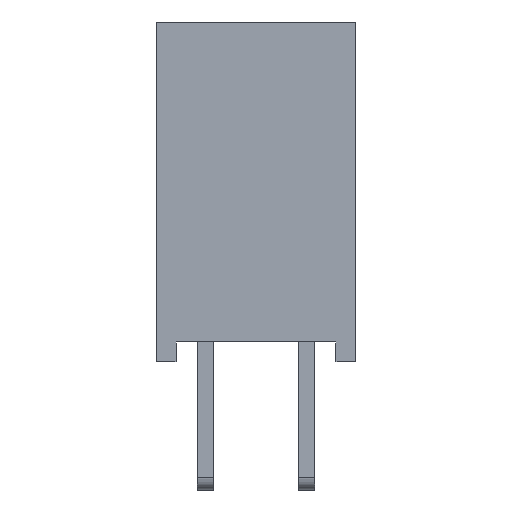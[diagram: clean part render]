
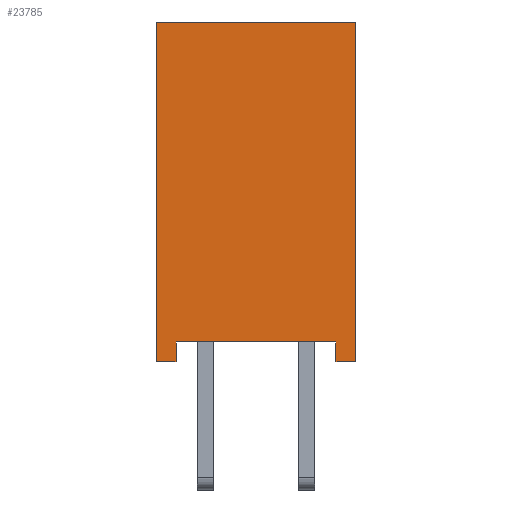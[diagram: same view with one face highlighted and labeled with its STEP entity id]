
A CAD part, left-side view. The second image highlights one B-rep face of the part: STEP entity #23785.
In plain terms, the highlighted planar face has unit normal (-1, 0, 0).
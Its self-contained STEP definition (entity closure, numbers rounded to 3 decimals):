
#498=PLANE('',#25165);
#1466=FACE_OUTER_BOUND('',#2673,.T.);
#2673=EDGE_LOOP('',(#16086,#16087,#16088,#16089,#16090,#16091,#16092,#16093));
#4642=LINE('',#33795,#7453);
#4644=LINE('',#33799,#7455);
#4646=LINE('',#33803,#7457);
#4647=LINE('',#33805,#7458);
#4648=LINE('',#33807,#7459);
#4649=LINE('',#33809,#7460);
#4650=LINE('',#33811,#7461);
#4651=LINE('',#33812,#7462);
#7453=VECTOR('',#27349,1.);
#7455=VECTOR('',#27353,1.);
#7457=VECTOR('',#27357,1.);
#7458=VECTOR('',#27358,1.);
#7459=VECTOR('',#27359,1.);
#7460=VECTOR('',#27360,1.);
#7461=VECTOR('',#27361,1.);
#7462=VECTOR('',#27362,1.);
#10469=VERTEX_POINT('',#33792);
#10470=VERTEX_POINT('',#33794);
#10471=VERTEX_POINT('',#33798);
#10472=VERTEX_POINT('',#33802);
#10473=VERTEX_POINT('',#33804);
#10474=VERTEX_POINT('',#33806);
#10475=VERTEX_POINT('',#33808);
#10476=VERTEX_POINT('',#33810);
#12688=EDGE_CURVE('',#10470,#10469,#4642,.T.);
#12690=EDGE_CURVE('',#10471,#10470,#4644,.T.);
#12692=EDGE_CURVE('',#10472,#10469,#4646,.T.);
#12693=EDGE_CURVE('',#10473,#10472,#4647,.T.);
#12694=EDGE_CURVE('',#10474,#10473,#4648,.T.);
#12695=EDGE_CURVE('',#10474,#10475,#4649,.T.);
#12696=EDGE_CURVE('',#10476,#10475,#4650,.T.);
#12697=EDGE_CURVE('',#10471,#10476,#4651,.T.);
#16086=ORIENTED_EDGE('',*,*,#12688,.T.);
#16087=ORIENTED_EDGE('',*,*,#12692,.F.);
#16088=ORIENTED_EDGE('',*,*,#12693,.F.);
#16089=ORIENTED_EDGE('',*,*,#12694,.F.);
#16090=ORIENTED_EDGE('',*,*,#12695,.T.);
#16091=ORIENTED_EDGE('',*,*,#12696,.F.);
#16092=ORIENTED_EDGE('',*,*,#12697,.F.);
#16093=ORIENTED_EDGE('',*,*,#12690,.T.);
#23785=ADVANCED_FACE('',(#1466),#498,.F.);
#25165=AXIS2_PLACEMENT_3D('',#33801,#27355,#27356);
#27349=DIRECTION('',(0.,-1.,0.));
#27353=DIRECTION('',(0.,0.,-1.));
#27355=DIRECTION('center_axis',(1.,0.,0.));
#27356=DIRECTION('ref_axis',(0.,0.,-1.));
#27357=DIRECTION('',(0.,0.,-1.));
#27358=DIRECTION('',(0.,1.,0.));
#27359=DIRECTION('',(0.,0.,1.));
#27360=DIRECTION('',(0.,-1.,0.));
#27361=DIRECTION('',(0.,0.,-1.));
#27362=DIRECTION('',(0.,-1.,0.));
#33792=CARTESIAN_POINT('',(-20.52,2.,0.));
#33794=CARTESIAN_POINT('',(-20.52,2.5,0.));
#33795=CARTESIAN_POINT('',(-20.52,-2.5,0.));
#33798=CARTESIAN_POINT('',(-20.52,2.5,8.5));
#33799=CARTESIAN_POINT('',(-20.52,2.5,8.5));
#33801=CARTESIAN_POINT('Origin',(-20.52,-2.5,8.5));
#33802=CARTESIAN_POINT('',(-20.52,2.,0.5));
#33803=CARTESIAN_POINT('',(-20.52,2.,0.));
#33804=CARTESIAN_POINT('',(-20.52,-2.,0.5));
#33805=CARTESIAN_POINT('',(-20.52,2.,0.5));
#33806=CARTESIAN_POINT('',(-20.52,-2.,0.));
#33807=CARTESIAN_POINT('',(-20.52,-2.,0.));
#33808=CARTESIAN_POINT('',(-20.52,-2.5,0.));
#33809=CARTESIAN_POINT('',(-20.52,-2.5,0.));
#33810=CARTESIAN_POINT('',(-20.52,-2.5,8.5));
#33811=CARTESIAN_POINT('',(-20.52,-2.5,8.5));
#33812=CARTESIAN_POINT('',(-20.52,-2.5,8.5));
